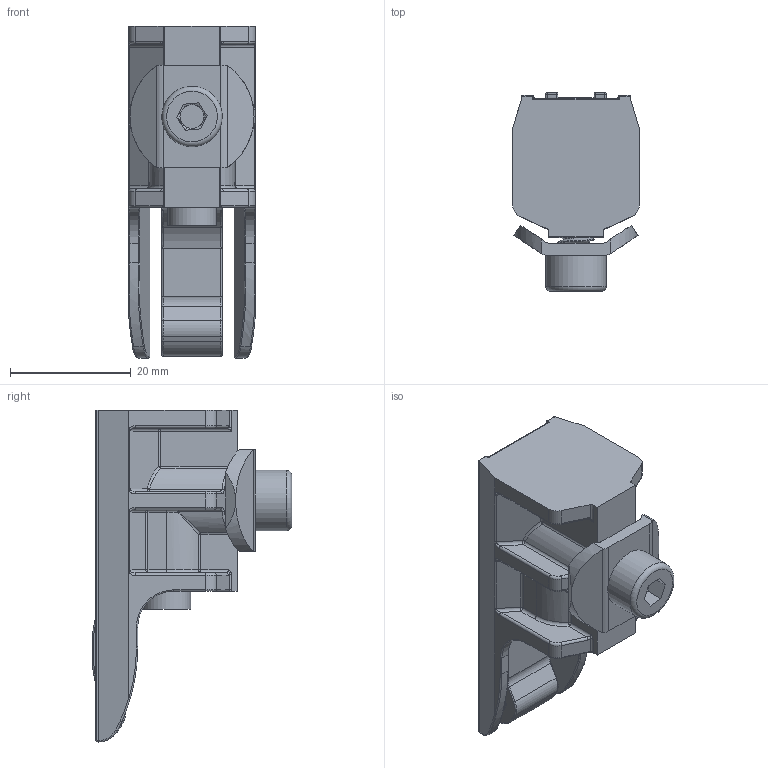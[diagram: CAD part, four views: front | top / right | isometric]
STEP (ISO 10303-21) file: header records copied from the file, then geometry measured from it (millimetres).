
FILE_DESCRIPTION(/* description */ (''),/* implementation_level */ '2;1');
FILE_NAME(/* name */ '1197.stp',/* time_stamp */ '2019-08-05T09:33:47+02:00',/* author */ ('DOMINIQUE'),/* organization */ (''),/* preprocessor_version */ 'ST-DEVELOPER v17.2',/* originating_system */ 'Autodesk Inventor 2019',/* authorisation */ '');
FILE_SCHEMA (('AUTOMOTIVE_DESIGN { 1 0 10303 214 3 1 1 }'));
Length unit declared in the file: millimetre
Products named in the file (6): 1197; 21274_C essai; 14676; 16474; vis CHC M6x25; 06021
Assembly tree (5 placements, depth 2):
  1197
    21274_C essai
    14676
    16474
    vis CHC M6x25
    06021
Bounding box: 21 x 33 x 55 mm (x, y, z)
Volume: 11876.2 mm3; surface area: 9277.6 mm2
Topology: 5 solids, 5 shells, 560 faces, 1361 edges, 781 vertices
Faces by surface type: cylinder 220, plane 136, bspline 106, torus 77, sphere 18, cone 3
Full cylindrical faces by diameter (mm): 2 x1, 4.917 x1, 6 x23, 6.1 x1, 6.5 x1, 7.8 x1, 8 x1, 9.182 x1, 10 x1
Entity records: 21634 total; most frequent: CARTESIAN_POINT 8826, DIRECTION 2662, ORIENTED_EDGE 2648, EDGE_CURVE 1324, AXIS2_PLACEMENT_3D 1071, VERTEX_POINT 781, EDGE_LOOP 575, FACE_OUTER_BOUND 560
